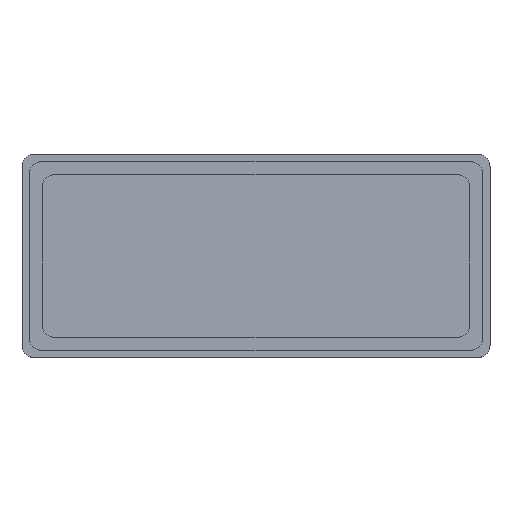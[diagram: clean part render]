
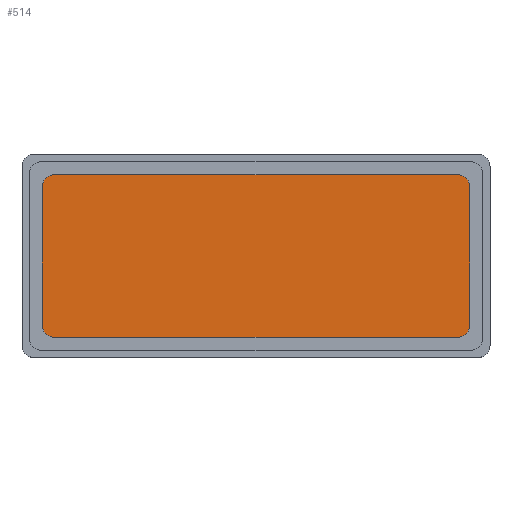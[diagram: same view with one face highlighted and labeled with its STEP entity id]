
A CAD part, top view. The second image highlights one B-rep face of the part: STEP entity #514.
In plain terms, the highlighted planar face has unit normal (0, 0, 1).
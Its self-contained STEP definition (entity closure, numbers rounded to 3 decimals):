
#17=CIRCLE('',#531,3.);
#19=CIRCLE('',#535,3.);
#21=CIRCLE('',#539,3.);
#23=CIRCLE('',#543,3.);
#80=FACE_OUTER_BOUND('',#110,.T.);
#110=EDGE_LOOP('',(#463,#464,#465,#466,#467,#468,#469,#470));
#111=LINE('',#739,#159);
#116=LINE('',#753,#164);
#120=LINE('',#765,#168);
#124=LINE('',#777,#172);
#159=VECTOR('',#585,10.);
#164=VECTOR('',#598,10.);
#168=VECTOR('',#610,10.);
#172=VECTOR('',#622,10.);
#207=VERTEX_POINT('',#737);
#208=VERTEX_POINT('',#738);
#211=VERTEX_POINT('',#746);
#213=VERTEX_POINT('',#752);
#215=VERTEX_POINT('',#758);
#217=VERTEX_POINT('',#764);
#219=VERTEX_POINT('',#770);
#221=VERTEX_POINT('',#776);
#255=EDGE_CURVE('',#207,#208,#111,.T.);
#259=EDGE_CURVE('',#211,#207,#17,.T.);
#262=EDGE_CURVE('',#213,#211,#116,.T.);
#265=EDGE_CURVE('',#215,#213,#19,.T.);
#268=EDGE_CURVE('',#217,#215,#120,.T.);
#271=EDGE_CURVE('',#219,#217,#21,.T.);
#274=EDGE_CURVE('',#221,#219,#124,.T.);
#277=EDGE_CURVE('',#208,#221,#23,.T.);
#463=ORIENTED_EDGE('',*,*,#255,.T.);
#464=ORIENTED_EDGE('',*,*,#277,.T.);
#465=ORIENTED_EDGE('',*,*,#274,.T.);
#466=ORIENTED_EDGE('',*,*,#271,.T.);
#467=ORIENTED_EDGE('',*,*,#268,.T.);
#468=ORIENTED_EDGE('',*,*,#265,.T.);
#469=ORIENTED_EDGE('',*,*,#262,.T.);
#470=ORIENTED_EDGE('',*,*,#259,.T.);
#486=PLANE('',#580);
#514=ADVANCED_FACE('',(#80),#486,.T.);
#531=AXIS2_PLACEMENT_3D('',#747,#591,#592);
#535=AXIS2_PLACEMENT_3D('',#759,#603,#604);
#539=AXIS2_PLACEMENT_3D('',#771,#615,#616);
#543=AXIS2_PLACEMENT_3D('',#782,#627,#628);
#580=AXIS2_PLACEMENT_3D('',#883,#733,#734);
#585=DIRECTION('',(0.,-1.,0.));
#591=DIRECTION('center_axis',(0.,0.,1.));
#592=DIRECTION('ref_axis',(0.,1.,0.));
#598=DIRECTION('',(-1.,0.,0.));
#603=DIRECTION('center_axis',(0.,0.,1.));
#604=DIRECTION('ref_axis',(1.,0.,0.));
#610=DIRECTION('',(0.,1.,0.));
#615=DIRECTION('center_axis',(0.,0.,1.));
#616=DIRECTION('ref_axis',(0.,-1.,0.));
#622=DIRECTION('',(1.,0.,0.));
#627=DIRECTION('center_axis',(0.,0.,1.));
#628=DIRECTION('ref_axis',(-1.,0.,0.));
#733=DIRECTION('center_axis',(0.,0.,1.));
#734=DIRECTION('ref_axis',(1.,0.,0.));
#737=CARTESIAN_POINT('',(-52.5,17.,4.763));
#738=CARTESIAN_POINT('',(-52.5,-17.,4.763));
#739=CARTESIAN_POINT('',(-52.5,8.5,4.763));
#746=CARTESIAN_POINT('',(-49.5,20.,4.763));
#747=CARTESIAN_POINT('Origin',(-49.5,17.,4.763));
#752=CARTESIAN_POINT('',(49.5,20.,4.763));
#753=CARTESIAN_POINT('',(24.75,20.,4.763));
#758=CARTESIAN_POINT('',(52.5,17.,4.763));
#759=CARTESIAN_POINT('Origin',(49.5,17.,4.763));
#764=CARTESIAN_POINT('',(52.5,-17.,4.763));
#765=CARTESIAN_POINT('',(52.5,-8.5,4.763));
#770=CARTESIAN_POINT('',(49.5,-20.,4.763));
#771=CARTESIAN_POINT('Origin',(49.5,-17.,4.763));
#776=CARTESIAN_POINT('',(-49.5,-20.,4.763));
#777=CARTESIAN_POINT('',(-24.75,-20.,4.763));
#782=CARTESIAN_POINT('Origin',(-49.5,-17.,4.763));
#883=CARTESIAN_POINT('Origin',(0.,0.,4.763));
